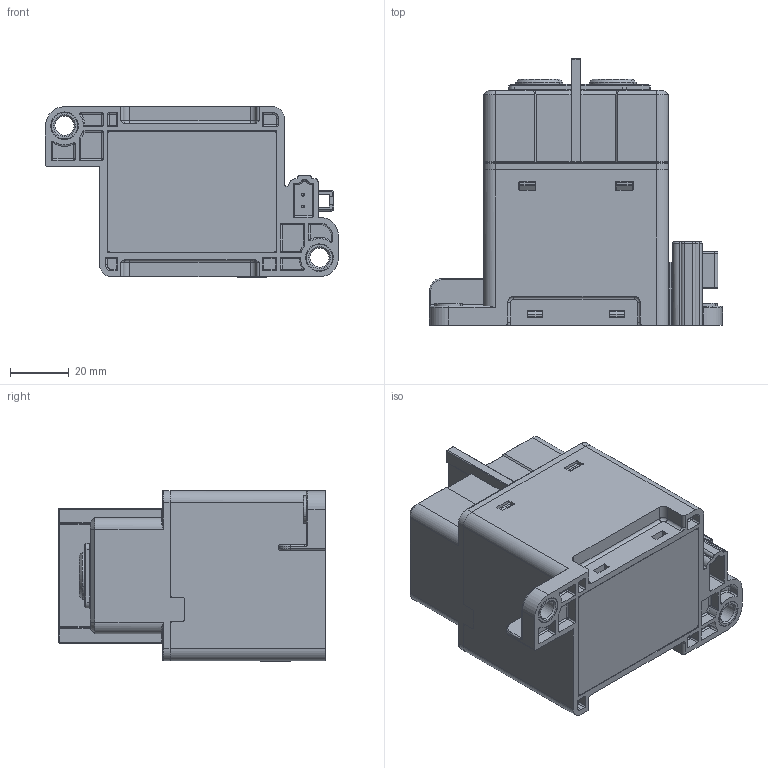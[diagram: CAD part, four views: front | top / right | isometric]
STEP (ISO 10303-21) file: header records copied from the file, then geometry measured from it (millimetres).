
FILE_DESCRIPTION(('CATIA V5 STEP Exchange'),'2;1');
FILE_NAME('GER-400ST.stp','2018-02-27T00:00:11+00:00',('none'),('none'),'CATIA Version 5 Release 20 SP 7 (IN-10)','CATIA V5 STEP AP214','none');
FILE_SCHEMA(('AUTOMOTIVE_DESIGN { 1 0 10303 214 1 1 1 1 }'));
Products named in the file (1): 72316605002_72316605004_72316605003_72316605005_AllCATPart
Bounding box: 100 x 91 x 58.2 mm (x, y, z)
Volume: 67137.8 mm3; surface area: 73867.8 mm2
Topology: 9 solids, 9 shells, 1982 faces, 5194 edges, 3135 vertices
Faces by surface type: plane 869, cylinder 654, bspline 164, sphere 125, torus 103, cone 67
Entity records: 60417 total; most frequent: CARTESIAN_POINT 16217, ORIENTED_EDGE 10112, DIRECTION 7222, EDGE_CURVE 5056, VERTEX_POINT 3135, VECTOR 3114, LINE 3114, AXIS2_PLACEMENT_3D 2690
